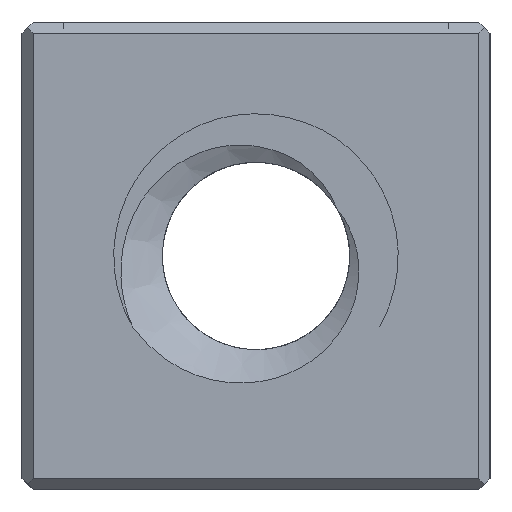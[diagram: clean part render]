
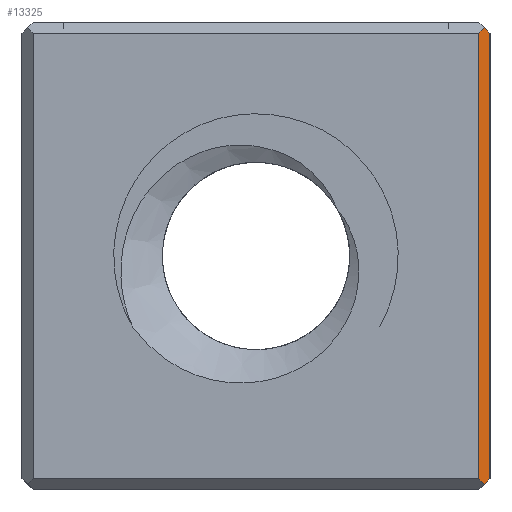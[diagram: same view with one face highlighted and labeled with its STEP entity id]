
A CAD part, left-side view. The second image highlights one B-rep face of the part: STEP entity #13325.
In plain terms, the highlighted planar face has unit normal (-0.707, -0.707, 0).
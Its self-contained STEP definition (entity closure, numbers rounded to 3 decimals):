
#13325 = ADVANCED_FACE('',(#13326),#13340,.T.);
#13326 = FACE_BOUND('',#13327,.T.);
#13327 = EDGE_LOOP('',(#13328,#13363,#13391,#13419,#13447,#13475));
#13328 = ORIENTED_EDGE('',*,*,#13329,.T.);
#13329 = EDGE_CURVE('',#13330,#13332,#13334,.T.);
#13330 = VERTEX_POINT('',#13331);
#13331 = CARTESIAN_POINT('',(0.15,0.15,0.15));
#13332 = VERTEX_POINT('',#13333);
#13333 = CARTESIAN_POINT('',(0.3,0.,0.3));
#13334 = SURFACE_CURVE('',#13335,(#13339,#13351),.PCURVE_S1.);
#13335 = LINE('',#13336,#13337);
#13336 = CARTESIAN_POINT('',(0.2,0.1,0.2));
#13337 = VECTOR('',#13338,1.);
#13338 = DIRECTION('',(0.577,-0.577,0.577));
#13339 = PCURVE('',#13340,#13345);
#13340 = PLANE('',#13341);
#13341 = AXIS2_PLACEMENT_3D('',#13342,#13343,#13344);
#13342 = CARTESIAN_POINT('',(0.3,0.,0.));
#13343 = DIRECTION('',(-0.707,-0.707,0.));
#13344 = DIRECTION('',(-0.707,0.707,0.));
#13345 = DEFINITIONAL_REPRESENTATION('',(#13346),#13350);
#13346 = LINE('',#13347,#13348);
#13347 = CARTESIAN_POINT('',(0.141,-0.2));
#13348 = VECTOR('',#13349,1.);
#13349 = DIRECTION('',(-0.816,-0.577));
#13350 = ( GEOMETRIC_REPRESENTATION_CONTEXT(2) 
PARAMETRIC_REPRESENTATION_CONTEXT() REPRESENTATION_CONTEXT('2D SPACE',''
  ) );
#13351 = PCURVE('',#13352,#13357);
#13352 = PLANE('',#13353);
#13353 = AXIS2_PLACEMENT_3D('',#13354,#13355,#13356);
#13354 = CARTESIAN_POINT('',(0.,0.,0.3)
  );
#13355 = DIRECTION('',(0.,0.707,0.707
    ));
#13356 = DIRECTION('',(0.,0.707,-0.707
    ));
#13357 = DEFINITIONAL_REPRESENTATION('',(#13358),#13362);
#13358 = LINE('',#13359,#13360);
#13359 = CARTESIAN_POINT('',(0.141,-0.2));
#13360 = VECTOR('',#13361,1.);
#13361 = DIRECTION('',(-0.816,-0.577));
#13362 = ( GEOMETRIC_REPRESENTATION_CONTEXT(2) 
PARAMETRIC_REPRESENTATION_CONTEXT() REPRESENTATION_CONTEXT('2D SPACE',''
  ) );
#13363 = ORIENTED_EDGE('',*,*,#13364,.T.);
#13364 = EDGE_CURVE('',#13332,#13365,#13367,.T.);
#13365 = VERTEX_POINT('',#13366);
#13366 = CARTESIAN_POINT('',(0.3,0.,12.2));
#13367 = SURFACE_CURVE('',#13368,(#13372,#13379),.PCURVE_S1.);
#13368 = LINE('',#13369,#13370);
#13369 = CARTESIAN_POINT('',(0.3,0.,0.));
#13370 = VECTOR('',#13371,1.);
#13371 = DIRECTION('',(0.,0.,1.));
#13372 = PCURVE('',#13340,#13373);
#13373 = DEFINITIONAL_REPRESENTATION('',(#13374),#13378);
#13374 = LINE('',#13375,#13376);
#13375 = CARTESIAN_POINT('',(0.,0.));
#13376 = VECTOR('',#13377,1.);
#13377 = DIRECTION('',(0.,-1.));
#13378 = ( GEOMETRIC_REPRESENTATION_CONTEXT(2) 
PARAMETRIC_REPRESENTATION_CONTEXT() REPRESENTATION_CONTEXT('2D SPACE',''
  ) );
#13379 = PCURVE('',#13380,#13385);
#13380 = PLANE('',#13381);
#13381 = AXIS2_PLACEMENT_3D('',#13382,#13383,#13384);
#13382 = CARTESIAN_POINT('',(0.,0.,0.));
#13383 = DIRECTION('',(0.,1.,0.));
#13384 = DIRECTION('',(1.,0.,0.));
#13385 = DEFINITIONAL_REPRESENTATION('',(#13386),#13390);
#13386 = LINE('',#13387,#13388);
#13387 = CARTESIAN_POINT('',(0.3,0.));
#13388 = VECTOR('',#13389,1.);
#13389 = DIRECTION('',(0.,-1.));
#13390 = ( GEOMETRIC_REPRESENTATION_CONTEXT(2) 
PARAMETRIC_REPRESENTATION_CONTEXT() REPRESENTATION_CONTEXT('2D SPACE',''
  ) );
#13391 = ORIENTED_EDGE('',*,*,#13392,.F.);
#13392 = EDGE_CURVE('',#13393,#13365,#13395,.T.);
#13393 = VERTEX_POINT('',#13394);
#13394 = CARTESIAN_POINT('',(0.15,0.15,12.35));
#13395 = SURFACE_CURVE('',#13396,(#13400,#13407),.PCURVE_S1.);
#13396 = LINE('',#13397,#13398);
#13397 = CARTESIAN_POINT('',(2.283,-1.983,
    10.217));
#13398 = VECTOR('',#13399,1.);
#13399 = DIRECTION('',(0.577,-0.577,-0.577));
#13400 = PCURVE('',#13340,#13401);
#13401 = DEFINITIONAL_REPRESENTATION('',(#13402),#13406);
#13402 = LINE('',#13403,#13404);
#13403 = CARTESIAN_POINT('',(-2.805,-10.217));
#13404 = VECTOR('',#13405,1.);
#13405 = DIRECTION('',(-0.816,0.577));
#13406 = ( GEOMETRIC_REPRESENTATION_CONTEXT(2) 
PARAMETRIC_REPRESENTATION_CONTEXT() REPRESENTATION_CONTEXT('2D SPACE',''
  ) );
#13407 = PCURVE('',#13408,#13413);
#13408 = PLANE('',#13409);
#13409 = AXIS2_PLACEMENT_3D('',#13410,#13411,#13412);
#13410 = CARTESIAN_POINT('',(0.,0.,12.2
    ));
#13411 = DIRECTION('',(0.,-0.707,
    0.707));
#13412 = DIRECTION('',(0.,0.707,0.707)
  );
#13413 = DEFINITIONAL_REPRESENTATION('',(#13414),#13418);
#13414 = LINE('',#13415,#13416);
#13415 = CARTESIAN_POINT('',(-2.805,-2.283));
#13416 = VECTOR('',#13417,1.);
#13417 = DIRECTION('',(-0.816,-0.577));
#13418 = ( GEOMETRIC_REPRESENTATION_CONTEXT(2) 
PARAMETRIC_REPRESENTATION_CONTEXT() REPRESENTATION_CONTEXT('2D SPACE',''
  ) );
#13419 = ORIENTED_EDGE('',*,*,#13420,.F.);
#13420 = EDGE_CURVE('',#13421,#13393,#13423,.T.);
#13421 = VERTEX_POINT('',#13422);
#13422 = CARTESIAN_POINT('',(0.,0.3,12.2));
#13423 = SURFACE_CURVE('',#13424,(#13428,#13435),.PCURVE_S1.);
#13424 = LINE('',#13425,#13426);
#13425 = CARTESIAN_POINT('',(-1.783,2.083,
    10.417));
#13426 = VECTOR('',#13427,1.);
#13427 = DIRECTION('',(0.577,-0.577,0.577));
#13428 = PCURVE('',#13340,#13429);
#13429 = DEFINITIONAL_REPRESENTATION('',(#13430),#13434);
#13430 = LINE('',#13431,#13432);
#13431 = CARTESIAN_POINT('',(2.946,-10.417));
#13432 = VECTOR('',#13433,1.);
#13433 = DIRECTION('',(-0.816,-0.577));
#13434 = ( GEOMETRIC_REPRESENTATION_CONTEXT(2) 
PARAMETRIC_REPRESENTATION_CONTEXT() REPRESENTATION_CONTEXT('2D SPACE',''
  ) );
#13435 = PCURVE('',#13436,#13441);
#13436 = PLANE('',#13437);
#13437 = AXIS2_PLACEMENT_3D('',#13438,#13439,#13440);
#13438 = CARTESIAN_POINT('',(0.3,0.,12.5));
#13439 = DIRECTION('',(-0.707,0.,
    0.707));
#13440 = DIRECTION('',(-0.707,0.,
    -0.707));
#13441 = DEFINITIONAL_REPRESENTATION('',(#13442),#13446);
#13442 = LINE('',#13443,#13444);
#13443 = CARTESIAN_POINT('',(2.946,-2.083));
#13444 = VECTOR('',#13445,1.);
#13445 = DIRECTION('',(-0.816,0.577));
#13446 = ( GEOMETRIC_REPRESENTATION_CONTEXT(2) 
PARAMETRIC_REPRESENTATION_CONTEXT() REPRESENTATION_CONTEXT('2D SPACE',''
  ) );
#13447 = ORIENTED_EDGE('',*,*,#13448,.F.);
#13448 = EDGE_CURVE('',#13449,#13421,#13451,.T.);
#13449 = VERTEX_POINT('',#13450);
#13450 = CARTESIAN_POINT('',(0.,0.3,0.3));
#13451 = SURFACE_CURVE('',#13452,(#13456,#13463),.PCURVE_S1.);
#13452 = LINE('',#13453,#13454);
#13453 = CARTESIAN_POINT('',(0.,0.3,0.));
#13454 = VECTOR('',#13455,1.);
#13455 = DIRECTION('',(0.,0.,1.));
#13456 = PCURVE('',#13340,#13457);
#13457 = DEFINITIONAL_REPRESENTATION('',(#13458),#13462);
#13458 = LINE('',#13459,#13460);
#13459 = CARTESIAN_POINT('',(0.424,0.));
#13460 = VECTOR('',#13461,1.);
#13461 = DIRECTION('',(0.,-1.));
#13462 = ( GEOMETRIC_REPRESENTATION_CONTEXT(2) 
PARAMETRIC_REPRESENTATION_CONTEXT() REPRESENTATION_CONTEXT('2D SPACE',''
  ) );
#13463 = PCURVE('',#13464,#13469);
#13464 = PLANE('',#13465);
#13465 = AXIS2_PLACEMENT_3D('',#13466,#13467,#13468);
#13466 = CARTESIAN_POINT('',(0.,12.5,0.));
#13467 = DIRECTION('',(1.,0.,0.));
#13468 = DIRECTION('',(0.,-1.,0.));
#13469 = DEFINITIONAL_REPRESENTATION('',(#13470),#13474);
#13470 = LINE('',#13471,#13472);
#13471 = CARTESIAN_POINT('',(12.2,0.));
#13472 = VECTOR('',#13473,1.);
#13473 = DIRECTION('',(0.,-1.));
#13474 = ( GEOMETRIC_REPRESENTATION_CONTEXT(2) 
PARAMETRIC_REPRESENTATION_CONTEXT() REPRESENTATION_CONTEXT('2D SPACE',''
  ) );
#13475 = ORIENTED_EDGE('',*,*,#13476,.F.);
#13476 = EDGE_CURVE('',#13330,#13449,#13477,.T.);
#13477 = SURFACE_CURVE('',#13478,(#13482,#13489),.PCURVE_S1.);
#13478 = LINE('',#13479,#13480);
#13479 = CARTESIAN_POINT('',(0.2,0.1,0.1));
#13480 = VECTOR('',#13481,1.);
#13481 = DIRECTION('',(-0.577,0.577,0.577));
#13482 = PCURVE('',#13340,#13483);
#13483 = DEFINITIONAL_REPRESENTATION('',(#13484),#13488);
#13484 = LINE('',#13485,#13486);
#13485 = CARTESIAN_POINT('',(0.141,-0.1));
#13486 = VECTOR('',#13487,1.);
#13487 = DIRECTION('',(0.816,-0.577));
#13488 = ( GEOMETRIC_REPRESENTATION_CONTEXT(2) 
PARAMETRIC_REPRESENTATION_CONTEXT() REPRESENTATION_CONTEXT('2D SPACE',''
  ) );
#13489 = PCURVE('',#13490,#13495);
#13490 = PLANE('',#13491);
#13491 = AXIS2_PLACEMENT_3D('',#13492,#13493,#13494);
#13492 = CARTESIAN_POINT('',(0.,0.,0.3));
#13493 = DIRECTION('',(-0.707,0.,
    -0.707));
#13494 = DIRECTION('',(0.707,0.,-0.707
    ));
#13495 = DEFINITIONAL_REPRESENTATION('',(#13496),#13500);
#13496 = LINE('',#13497,#13498);
#13497 = CARTESIAN_POINT('',(0.283,-0.1));
#13498 = VECTOR('',#13499,1.);
#13499 = DIRECTION('',(-0.816,-0.577));
#13500 = ( GEOMETRIC_REPRESENTATION_CONTEXT(2) 
PARAMETRIC_REPRESENTATION_CONTEXT() REPRESENTATION_CONTEXT('2D SPACE',''
  ) );
